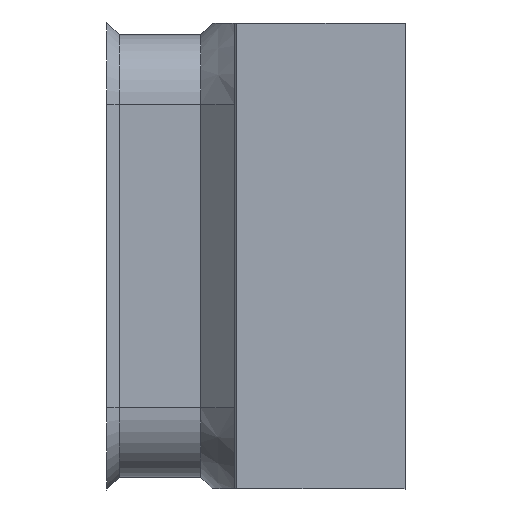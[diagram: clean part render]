
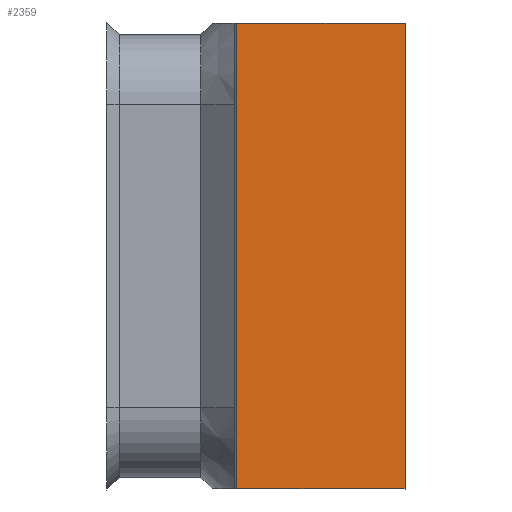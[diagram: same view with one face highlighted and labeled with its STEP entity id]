
A CAD part, front view. The second image highlights one B-rep face of the part: STEP entity #2359.
In plain terms, the highlighted planar face has unit normal (0, -1, 0).
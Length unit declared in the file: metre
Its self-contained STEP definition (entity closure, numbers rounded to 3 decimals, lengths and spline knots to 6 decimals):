
#197=ORIENTED_EDGE('',*,*,#919,.F.);
#198=ORIENTED_EDGE('',*,*,#920,.F.);
#199=ORIENTED_EDGE('',*,*,#921,.T.);
#200=ORIENTED_EDGE('',*,*,#922,.F.);
#201=ORIENTED_EDGE('',*,*,#923,.F.);
#919=EDGE_CURVE('',#1280,#1281,#1494,.T.);
#920=EDGE_CURVE('',#1282,#1280,#1495,.T.);
#921=EDGE_CURVE('',#1282,#1283,#1496,.T.);
#922=EDGE_CURVE('',#1284,#1283,#1497,.T.);
#923=EDGE_CURVE('',#1281,#1284,#1498,.F.);
#1280=VERTEX_POINT('',#3524);
#1281=VERTEX_POINT('',#3525);
#1282=VERTEX_POINT('',#3527);
#1283=VERTEX_POINT('',#3529);
#1284=VERTEX_POINT('',#3531);
#1494=LINE('',#3523,#1735);
#1495=LINE('',#3526,#1736);
#1496=LINE('',#3528,#1737);
#1497=LINE('',#3530,#1738);
#1498=LINE('',#3532,#1739);
#1735=VECTOR('',#2780,1.);
#1736=VECTOR('',#2781,1.);
#1737=VECTOR('',#2782,1.);
#1738=VECTOR('',#2783,1.);
#1739=VECTOR('',#2784,1.);
#1972=EDGE_LOOP('',(#197,#198,#199,#200,#201));
#2121=FACE_BOUND('',#1972,.T.);
#2270=PLANE('',#2521);
#2359=ADVANCED_FACE('',(#2121),#2270,.F.);
#2521=AXIS2_PLACEMENT_3D('',#3522,#2778,#2779);
#2778=DIRECTION('',(0.,1.,0.));
#2779=DIRECTION('',(0.,0.,1.));
#2780=DIRECTION('',(0.,0.,-1.));
#2781=DIRECTION('',(1.,0.,0.));
#2782=DIRECTION('',(0.,0.,-1.));
#2783=DIRECTION('',(-1.,0.,0.));
#2784=DIRECTION('',(0.935,0.,-0.354));
#3522=CARTESIAN_POINT('',(-0.152913,-0.024267,-0.008655));
#3523=CARTESIAN_POINT('',(-0.152915,-0.024267,-0.008655));
#3524=CARTESIAN_POINT('',(-0.152915,-0.024267,-0.004755));
#3525=CARTESIAN_POINT('',(-0.152915,-0.024267,-0.012567));
#3526=CARTESIAN_POINT('',(-0.152913,-0.024267,-0.004755));
#3527=CARTESIAN_POINT('',(-0.155739,-0.024267,-0.004755));
#3528=CARTESIAN_POINT('',(-0.155739,-0.024267,-0.008655));
#3529=CARTESIAN_POINT('',(-0.155739,-0.024267,-0.012555));
#3530=CARTESIAN_POINT('',(-0.152913,-0.024267,-0.012555));
#3531=CARTESIAN_POINT('',(-0.152945,-0.024267,-0.012555));
#3532=CARTESIAN_POINT('',(-0.154208,-0.024267,-0.012078));
